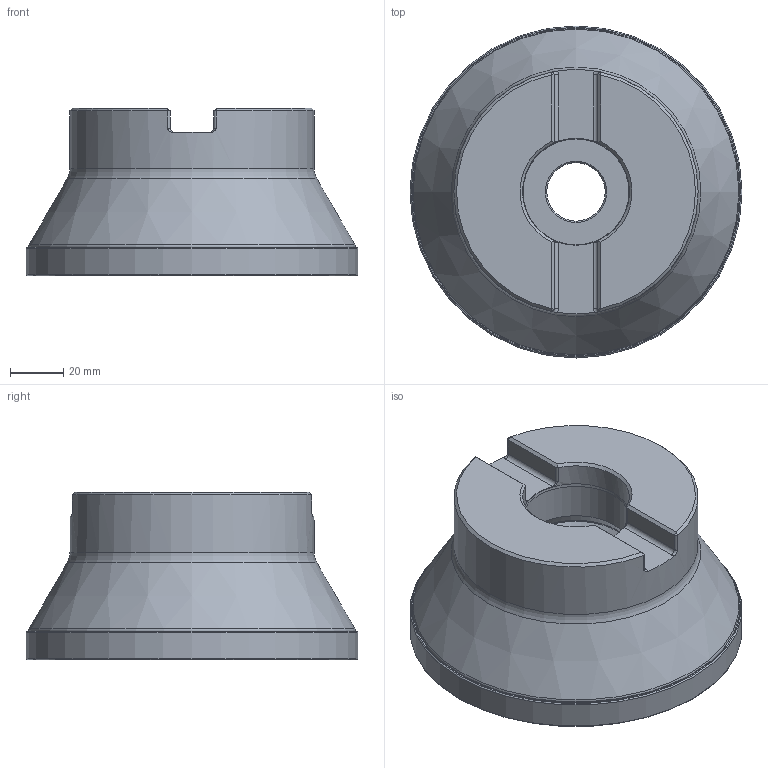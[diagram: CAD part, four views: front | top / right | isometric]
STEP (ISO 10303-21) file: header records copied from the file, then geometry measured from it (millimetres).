
FILE_DESCRIPTION(/* description */ (''),/* implementation_level */ '2;1');
FILE_NAME(/* name */ '202747431ndi000_00.stp',/* time_stamp */ '2019-12-10T09:19:08+01:00',/* author */ (''),/* organization */ (''),/* preprocessor_version */ 'ST-DEVELOPER v16.7',/* originating_system */ 'SIEMENS PLM Software NX 12.0',/* authorisation */ '');
FILE_SCHEMA (('AUTOMOTIVE_DESIGN { 1 0 10303 214 3 1 1 1 }'));
Length unit declared in the file: millimetre
Products named in the file (1): mp5448F4C89Dadtv
Bounding box: 124.89 x 124.89 x 63 mm (x, y, z)
Volume: 428178.8 mm3; surface area: 59412.8 mm2
Topology: 2 solids, 2 shells, 92 faces, 216 edges, 124 vertices
Faces by surface type: cone 22, cylinder 20, torus 18, revolution 16, plane 16
Full cylindrical faces by diameter (mm): 22 x1, 40.008 x1, 40.2 x1, 56.1 x1, 91.9 x1, 123.056 x1
Entity records: 2683 total; most frequent: CARTESIAN_POINT 779, DIRECTION 396, ORIENTED_EDGE 318, AXIS2_PLACEMENT_3D 172, EDGE_CURVE 159, EDGE_LOOP 142, VERTEX_POINT 117, FACE_BOUND 100
